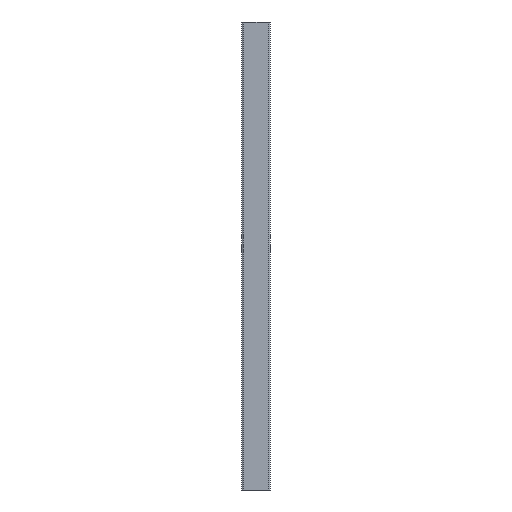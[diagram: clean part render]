
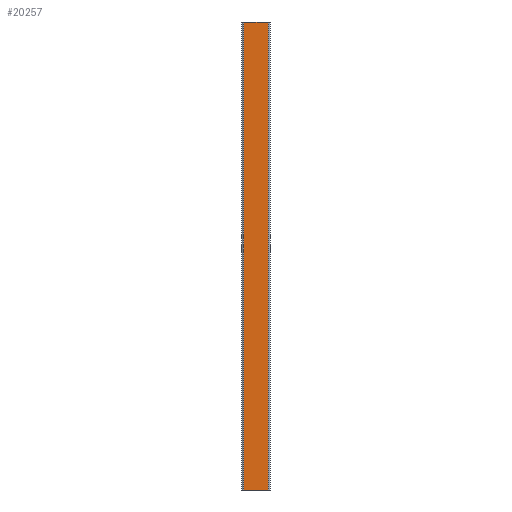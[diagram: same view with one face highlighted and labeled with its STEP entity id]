
A CAD part, left-side view. The second image highlights one B-rep face of the part: STEP entity #20257.
In plain terms, the highlighted planar face has unit normal (-1, 0, 0).
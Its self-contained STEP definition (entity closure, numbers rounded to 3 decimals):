
#184 = LINE ( 'NONE', #440, #1742 ) ;
#440 = CARTESIAN_POINT ( 'NONE',  ( 0., 2., 0. ) ) ;
#832 = CARTESIAN_POINT ( 'NONE',  ( 0., 30., 0. ) ) ;
#981 = ORIENTED_EDGE ( 'NONE', *, *, #18248, .T. ) ;
#1106 = CARTESIAN_POINT ( 'NONE',  ( 0., 28., 0. ) ) ;
#1130 = EDGE_CURVE ( 'NONE', #9770, #5893, #10763, .T. ) ;
#1742 = VECTOR ( 'NONE', #15967, 1000. ) ;
#2241 = EDGE_LOOP ( 'NONE', ( #2547, #14781, #14134, #981 ) ) ;
#2547 = ORIENTED_EDGE ( 'NONE', *, *, #1130, .T. ) ;
#3801 = LINE ( 'NONE', #7817, #13450 ) ;
#4189 = VECTOR ( 'NONE', #12357, 1000. ) ;
#5421 = FACE_OUTER_BOUND ( 'NONE', #2241, .T. ) ;
#5893 = VERTEX_POINT ( 'NONE', #19956 ) ;
#6591 = DIRECTION ( 'NONE',  ( 1., 0., 0. ) ) ;
#7178 = DIRECTION ( 'NONE',  ( 0., 0., -1. ) ) ;
#7817 = CARTESIAN_POINT ( 'NONE',  ( 0., 28., 0. ) ) ;
#8461 = PLANE ( 'NONE',  #18410 ) ;
#8904 = VERTEX_POINT ( 'NONE', #1106 ) ;
#9103 = VERTEX_POINT ( 'NONE', #24615 ) ;
#9770 = VERTEX_POINT ( 'NONE', #19137 ) ;
#10763 = LINE ( 'NONE', #18751, #24119 ) ;
#11445 = DIRECTION ( 'NONE',  ( 0., 0., -1. ) ) ;
#11589 = EDGE_CURVE ( 'NONE', #8904, #9103, #17731, .T. ) ;
#12357 = DIRECTION ( 'NONE',  ( 0., -1., 0. ) ) ;
#13450 = VECTOR ( 'NONE', #11445, 1000. ) ;
#13984 = EDGE_CURVE ( 'NONE', #5893, #9103, #184, .T. ) ;
#14134 = ORIENTED_EDGE ( 'NONE', *, *, #11589, .F. ) ;
#14781 = ORIENTED_EDGE ( 'NONE', *, *, #13984, .T. ) ;
#14801 = CARTESIAN_POINT ( 'NONE',  ( 0., 30., 0. ) ) ;
#15967 = DIRECTION ( 'NONE',  ( 0., 0., 1. ) ) ;
#17731 = LINE ( 'NONE', #832, #4189 ) ;
#18248 = EDGE_CURVE ( 'NONE', #8904, #9770, #3801, .T. ) ;
#18410 = AXIS2_PLACEMENT_3D ( 'NONE', #14801, #6591, #7178 ) ;
#18751 = CARTESIAN_POINT ( 'NONE',  ( 0., 30., -490. ) ) ;
#19137 = CARTESIAN_POINT ( 'NONE',  ( 0., 28., -490. ) ) ;
#19956 = CARTESIAN_POINT ( 'NONE',  ( 0., 2., -490. ) ) ;
#20257 = ADVANCED_FACE ( 'NONE', ( #5421 ), #8461, .F. ) ;
#24119 = VECTOR ( 'NONE', #24626, 1000. ) ;
#24615 = CARTESIAN_POINT ( 'NONE',  ( 0., 2., 0. ) ) ;
#24626 = DIRECTION ( 'NONE',  ( 0., -1., 0. ) ) ;
